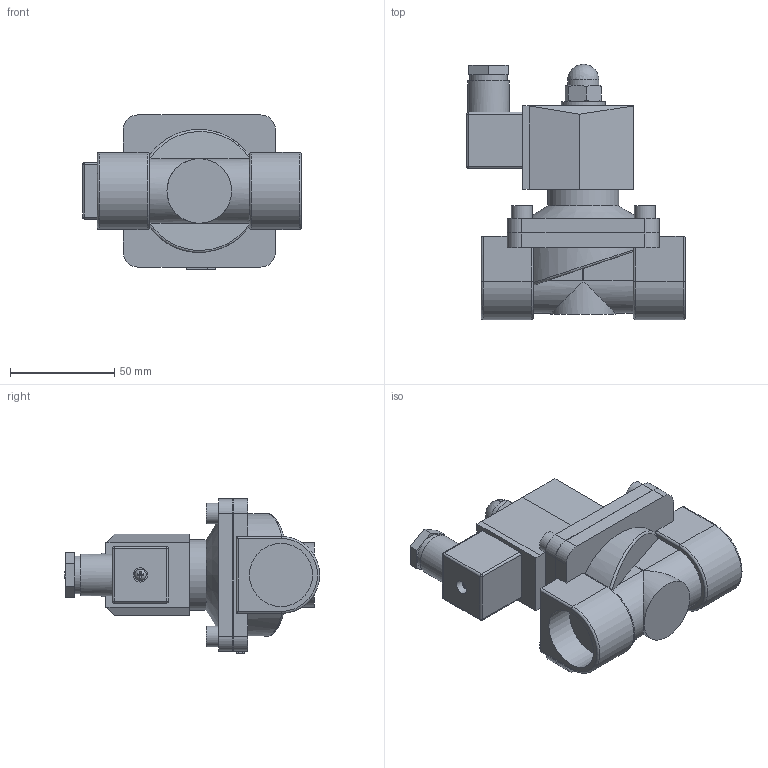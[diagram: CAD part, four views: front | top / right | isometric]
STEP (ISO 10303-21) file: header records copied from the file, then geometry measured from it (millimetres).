
FILE_DESCRIPTION(/* description */ ('СК-11-25'),/* implementation_level */ '2;1');
FILE_NAME(/* name */ 'СК-11-25.stp',/* time_stamp */ '2023-02-08T12:52:58+03:00',/* author */ ('Tech'),/* organization */ (''),/* preprocessor_version */ 'ST-DEVELOPER v18.1',/* originating_system */ 'Autodesk Inventor 2021',/* authorisation */ '');
FILE_SCHEMA (('AUTOMOTIVE_DESIGN { 1 0 10303 214 3 1 1 }'));
Length unit declared in the file: millimetre
Products named in the file (1): СК-11-25
Bounding box: 105 x 122.45 x 74 mm (x, y, z)
Volume: 274750.4 mm3; surface area: 57230 mm2
Topology: 7 solids, 7 shells, 331 faces, 840 edges, 554 vertices
Faces by surface type: plane 209, cylinder 91, cone 17, torus 6, sphere 6, bspline 2
Full cylindrical faces by diameter (mm): 2.584 x1, 3 x1, 4.5 x1, 5.115 x1, 5.5 x2, 6.8 x1, 8.376 x1, 10 x6, 10.5 x1, 12 x1, 12.3 x1, 15 x1, 16 x2, 16.7 x1, 18 x1, 20 x1, 21 x1, 30.291 x2, 31 x1, 34 x1
Entity records: 10514 total; most frequent: CARTESIAN_POINT 2338, DIRECTION 1690, ORIENTED_EDGE 1672, EDGE_CURVE 836, AXIS2_PLACEMENT_3D 580, VERTEX_POINT 554, LINE 530, VECTOR 530
